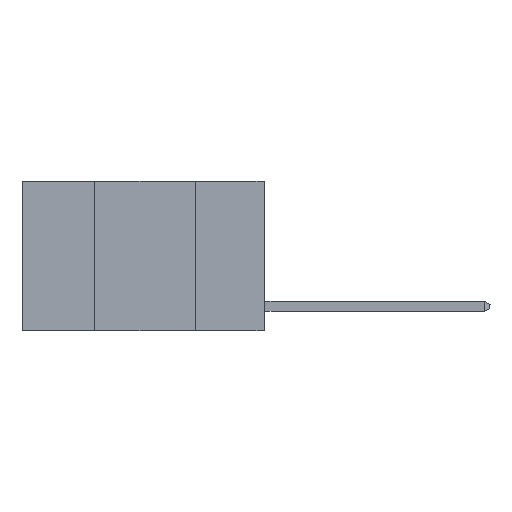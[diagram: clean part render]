
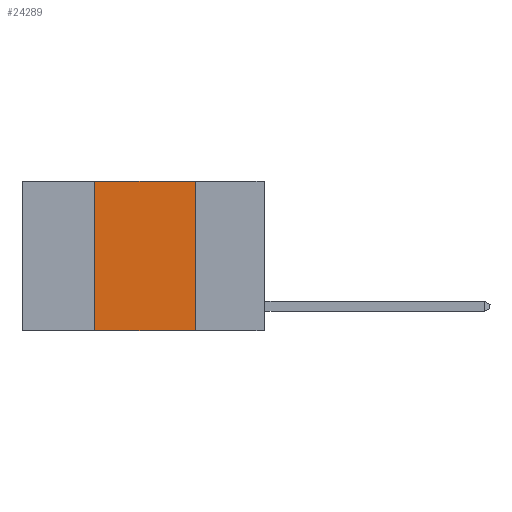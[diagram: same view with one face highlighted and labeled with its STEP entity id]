
A CAD part, left-side view. The second image highlights one B-rep face of the part: STEP entity #24289.
In plain terms, the highlighted planar face has unit normal (-1, 0, 0).
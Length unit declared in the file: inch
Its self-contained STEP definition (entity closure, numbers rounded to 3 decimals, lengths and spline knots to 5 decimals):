
#274 = LINE ( 'NONE', #19987, #2694 ) ;
#288 = EDGE_LOOP ( 'NONE', ( #21005, #14973, #2015, #9699 ) ) ;
#1011 = EDGE_CURVE ( 'NONE', #18805, #14926, #274, .T. ) ;
#1695 = LINE ( 'NONE', #9909, #23912 ) ;
#1976 = FACE_OUTER_BOUND ( 'NONE', #288, .T. ) ;
#2015 = ORIENTED_EDGE ( 'NONE', *, *, #13580, .F. ) ;
#2694 = VECTOR ( 'NONE', #6324, 39.37008 ) ;
#2701 = LINE ( 'NONE', #6239, #18500 ) ;
#2829 = DIRECTION ( 'NONE',  ( 0., 0., 1. ) ) ;
#3468 = DIRECTION ( 'NONE',  ( 1., 0., 0. ) ) ;
#3604 = CARTESIAN_POINT ( 'NONE',  ( 0., 0.17, 0. ) ) ;
#4307 = VERTEX_POINT ( 'NONE', #19959 ) ;
#4623 = EDGE_CURVE ( 'NONE', #4307, #25148, #1695, .T. ) ;
#6117 = CARTESIAN_POINT ( 'NONE',  ( 0., 0.17, 0. ) ) ;
#6239 = CARTESIAN_POINT ( 'NONE',  ( 0., 0.42, 0. ) ) ;
#6324 = DIRECTION ( 'NONE',  ( 0., -1., 0. ) ) ;
#8658 = CARTESIAN_POINT ( 'NONE',  ( 0., 0.17, -0.37 ) ) ;
#9699 = ORIENTED_EDGE ( 'NONE', *, *, #4623, .T. ) ;
#9909 = CARTESIAN_POINT ( 'NONE',  ( 0., 0.6, -0.37 ) ) ;
#10058 = DIRECTION ( 'NONE',  ( 0., 0., -1. ) ) ;
#10082 = EDGE_CURVE ( 'NONE', #14926, #25148, #22075, .T. ) ;
#13580 = EDGE_CURVE ( 'NONE', #4307, #18805, #2701, .T. ) ;
#14926 = VERTEX_POINT ( 'NONE', #6117 ) ;
#14973 = ORIENTED_EDGE ( 'NONE', *, *, #1011, .F. ) ;
#16523 = CARTESIAN_POINT ( 'NONE',  ( 0., 0.42, 0. ) ) ;
#18134 = DIRECTION ( 'NONE',  ( 0., -1., 0. ) ) ;
#18500 = VECTOR ( 'NONE', #2829, 39.37008 ) ;
#18805 = VERTEX_POINT ( 'NONE', #16523 ) ;
#19959 = CARTESIAN_POINT ( 'NONE',  ( 0., 0.42, -0.37 ) ) ;
#19987 = CARTESIAN_POINT ( 'NONE',  ( 0., 0.6, 0. ) ) ;
#21005 = ORIENTED_EDGE ( 'NONE', *, *, #10082, .F. ) ;
#21463 = VECTOR ( 'NONE', #23573, 39.37008 ) ;
#22075 = LINE ( 'NONE', #3604, #21463 ) ;
#22996 = AXIS2_PLACEMENT_3D ( 'NONE', #24092, #3468, #10058 ) ;
#23573 = DIRECTION ( 'NONE',  ( 0., 0., -1. ) ) ;
#23912 = VECTOR ( 'NONE', #18134, 39.37008 ) ;
#24092 = CARTESIAN_POINT ( 'NONE',  ( 0., 0.6, 0. ) ) ;
#24289 = ADVANCED_FACE ( 'NONE', ( #1976 ), #26256, .F. ) ;
#25148 = VERTEX_POINT ( 'NONE', #8658 ) ;
#26256 = PLANE ( 'NONE',  #22996 ) ;
